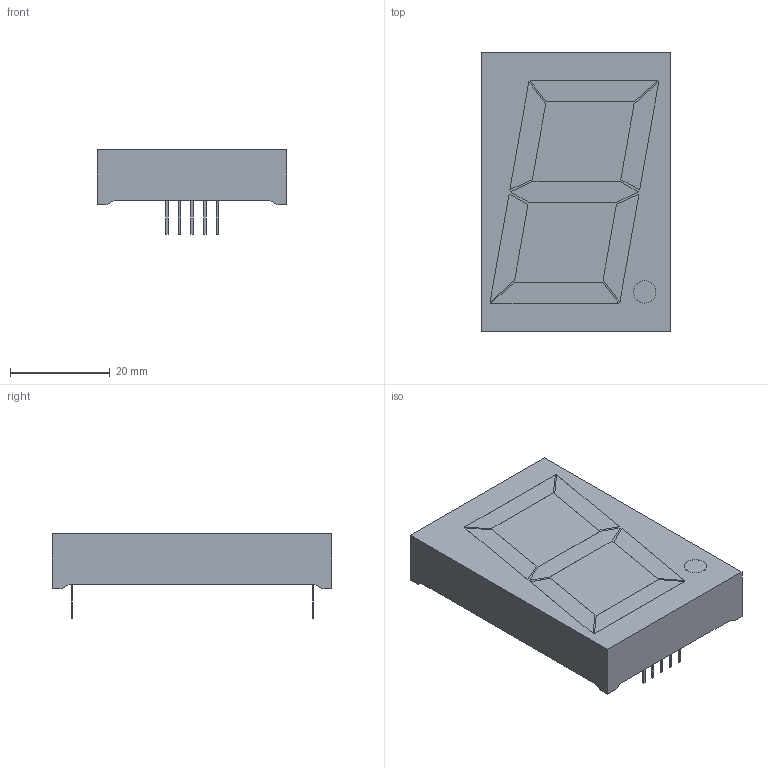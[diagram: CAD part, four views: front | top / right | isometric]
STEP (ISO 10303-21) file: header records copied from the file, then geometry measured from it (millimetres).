
FILE_DESCRIPTION(('FreeCAD Model'),'2;1');
FILE_NAME( 'x1_38x56.stp', '2015-04-16T17:26:01',('FreeCAD'),('FreeCAD'), 'Open CASCADE STEP processor 6.7','FreeCAD','Unknown');
FILE_SCHEMA(('AUTOMOTIVE_DESIGN_CC2 { 1 2 10303 214 -1 1 5 4 }'));
Length unit declared in the file: millimetre
Products named in the file (3): Pocket002; Pad003; Array
Bounding box: 38 x 56 x 17.01 mm (x, y, z)
Volume: 21319.4 mm3; surface area: 7526 mm2
Topology: 19 solids, 19 shells, 133 faces, 285 edges, 190 vertices
Faces by surface type: plane 132, cylinder 1
Full cylindrical faces by diameter (mm): 4.5 x1
Entity records: 7527 total; most frequent: CARTESIAN_POINT 1241, DIRECTION 1073, LINE 801, VECTOR 801, ORIENTED_EDGE 570, PCURVE 570, DEFINITIONAL_REPRESENTATION 570, EDGE_CURVE 285
